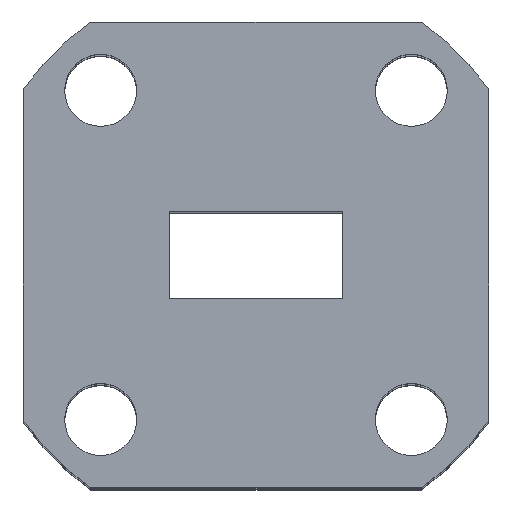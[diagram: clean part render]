
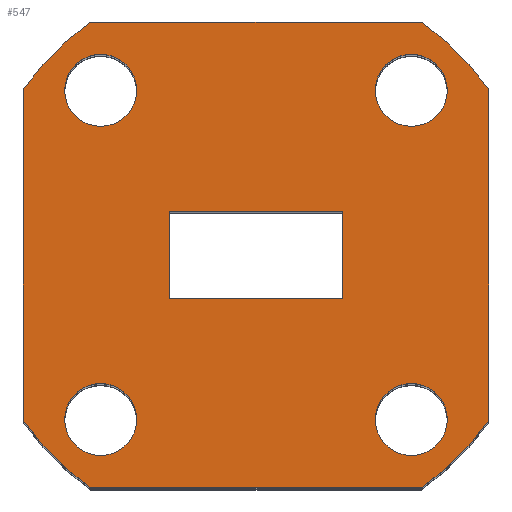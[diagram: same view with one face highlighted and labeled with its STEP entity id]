
A CAD part, top view. The second image highlights one B-rep face of the part: STEP entity #547.
In plain terms, the highlighted planar face has unit normal (0, 0, 1).
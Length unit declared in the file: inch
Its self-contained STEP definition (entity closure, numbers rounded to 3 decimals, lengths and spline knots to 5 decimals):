
#31=FACE_BOUND('',#108,.T.);
#32=FACE_BOUND('',#109,.T.);
#33=FACE_BOUND('',#110,.T.);
#34=FACE_BOUND('',#111,.T.);
#35=FACE_BOUND('',#112,.T.);
#51=PLANE('',#618);
#79=FACE_OUTER_BOUND('',#107,.T.);
#107=EDGE_LOOP('',(#443,#444,#445,#446,#447,#448,#449,#450));
#108=EDGE_LOOP('',(#451));
#109=EDGE_LOOP('',(#452));
#110=EDGE_LOOP('',(#453));
#111=EDGE_LOOP('',(#454));
#112=EDGE_LOOP('',(#455,#456,#457,#458));
#137=LINE('',#823,#193);
#140=LINE('',#829,#196);
#143=LINE('',#835,#199);
#146=LINE('',#839,#202);
#149=LINE('',#847,#205);
#153=LINE('',#859,#209);
#157=LINE('',#871,#213);
#161=LINE('',#883,#217);
#193=VECTOR('',#670,0.3937);
#196=VECTOR('',#675,0.3937);
#199=VECTOR('',#680,0.3937);
#202=VECTOR('',#685,0.3937);
#205=VECTOR('',#690,0.3937);
#209=VECTOR('',#702,0.3937);
#213=VECTOR('',#714,0.3937);
#217=VECTOR('',#726,0.3937);
#243=CIRCLE('',#587,0.058);
#245=CIRCLE('',#590,0.058);
#247=CIRCLE('',#593,0.058);
#249=CIRCLE('',#596,0.058);
#252=CIRCLE('',#605,0.46);
#254=CIRCLE('',#609,0.46);
#256=CIRCLE('',#613,0.46);
#258=CIRCLE('',#617,0.46);
#259=VERTEX_POINT('',#793);
#261=VERTEX_POINT('',#799);
#263=VERTEX_POINT('',#805);
#265=VERTEX_POINT('',#811);
#269=VERTEX_POINT('',#820);
#270=VERTEX_POINT('',#822);
#272=VERTEX_POINT('',#828);
#274=VERTEX_POINT('',#834);
#277=VERTEX_POINT('',#844);
#278=VERTEX_POINT('',#846);
#280=VERTEX_POINT('',#852);
#282=VERTEX_POINT('',#858);
#284=VERTEX_POINT('',#864);
#286=VERTEX_POINT('',#870);
#288=VERTEX_POINT('',#876);
#290=VERTEX_POINT('',#882);
#307=EDGE_CURVE('',#259,#259,#243,.T.);
#310=EDGE_CURVE('',#261,#261,#245,.T.);
#313=EDGE_CURVE('',#263,#263,#247,.T.);
#316=EDGE_CURVE('',#265,#265,#249,.T.);
#321=EDGE_CURVE('',#270,#269,#137,.T.);
#324=EDGE_CURVE('',#272,#270,#140,.T.);
#327=EDGE_CURVE('',#274,#272,#143,.T.);
#330=EDGE_CURVE('',#269,#274,#146,.T.);
#333=EDGE_CURVE('',#278,#277,#149,.T.);
#336=EDGE_CURVE('',#280,#278,#252,.T.);
#339=EDGE_CURVE('',#282,#280,#153,.T.);
#342=EDGE_CURVE('',#284,#282,#254,.T.);
#345=EDGE_CURVE('',#286,#284,#157,.T.);
#348=EDGE_CURVE('',#288,#286,#256,.T.);
#351=EDGE_CURVE('',#290,#288,#161,.T.);
#354=EDGE_CURVE('',#277,#290,#258,.T.);
#443=ORIENTED_EDGE('',*,*,#354,.T.);
#444=ORIENTED_EDGE('',*,*,#351,.T.);
#445=ORIENTED_EDGE('',*,*,#348,.T.);
#446=ORIENTED_EDGE('',*,*,#345,.T.);
#447=ORIENTED_EDGE('',*,*,#342,.T.);
#448=ORIENTED_EDGE('',*,*,#339,.T.);
#449=ORIENTED_EDGE('',*,*,#336,.T.);
#450=ORIENTED_EDGE('',*,*,#333,.T.);
#451=ORIENTED_EDGE('',*,*,#307,.T.);
#452=ORIENTED_EDGE('',*,*,#310,.T.);
#453=ORIENTED_EDGE('',*,*,#313,.T.);
#454=ORIENTED_EDGE('',*,*,#316,.T.);
#455=ORIENTED_EDGE('',*,*,#321,.T.);
#456=ORIENTED_EDGE('',*,*,#330,.T.);
#457=ORIENTED_EDGE('',*,*,#327,.T.);
#458=ORIENTED_EDGE('',*,*,#324,.T.);
#547=ADVANCED_FACE('',(#79,#31,#32,#33,#34,#35),#51,.T.);
#587=AXIS2_PLACEMENT_3D('',#794,#640,#641);
#590=AXIS2_PLACEMENT_3D('',#800,#647,#648);
#593=AXIS2_PLACEMENT_3D('',#806,#654,#655);
#596=AXIS2_PLACEMENT_3D('',#812,#661,#662);
#605=AXIS2_PLACEMENT_3D('',#853,#696,#697);
#609=AXIS2_PLACEMENT_3D('',#865,#708,#709);
#613=AXIS2_PLACEMENT_3D('',#877,#720,#721);
#617=AXIS2_PLACEMENT_3D('',#887,#732,#733);
#618=AXIS2_PLACEMENT_3D('',#888,#734,#735);
#640=DIRECTION('center_axis',(0.,0.,-1.));
#641=DIRECTION('ref_axis',(-1.,0.,0.));
#647=DIRECTION('center_axis',(0.,0.,-1.));
#648=DIRECTION('ref_axis',(-1.,0.,0.));
#654=DIRECTION('center_axis',(0.,0.,-1.));
#655=DIRECTION('ref_axis',(-1.,0.,0.));
#661=DIRECTION('center_axis',(0.,0.,-1.));
#662=DIRECTION('ref_axis',(-1.,0.,0.));
#670=DIRECTION('',(0.,1.,0.));
#675=DIRECTION('',(-1.,0.,0.));
#680=DIRECTION('',(0.,-1.,0.));
#685=DIRECTION('',(1.,0.,0.));
#690=DIRECTION('',(-1.,0.,0.));
#696=DIRECTION('center_axis',(0.,0.,1.));
#697=DIRECTION('ref_axis',(1.,0.,0.));
#702=DIRECTION('',(0.,1.,0.));
#708=DIRECTION('center_axis',(0.,0.,1.));
#709=DIRECTION('ref_axis',(1.,0.,0.));
#714=DIRECTION('',(1.,0.,0.));
#720=DIRECTION('center_axis',(0.,0.,1.));
#721=DIRECTION('ref_axis',(1.,0.,0.));
#726=DIRECTION('',(0.,-1.,0.));
#732=DIRECTION('center_axis',(0.,0.,1.));
#733=DIRECTION('ref_axis',(1.,0.,0.));
#734=DIRECTION('center_axis',(0.,0.,1.));
#735=DIRECTION('ref_axis',(1.,0.,0.));
#793=CARTESIAN_POINT('',(-0.192,-0.265,0.19));
#794=CARTESIAN_POINT('Origin',(-0.25,-0.265,0.19));
#799=CARTESIAN_POINT('',(0.308,-0.265,0.19));
#800=CARTESIAN_POINT('Origin',(0.25,-0.265,0.19));
#805=CARTESIAN_POINT('',(-0.192,0.265,0.19));
#806=CARTESIAN_POINT('Origin',(-0.25,0.265,0.19));
#811=CARTESIAN_POINT('',(0.308,0.265,0.19));
#812=CARTESIAN_POINT('Origin',(0.25,0.265,0.19));
#820=CARTESIAN_POINT('',(-0.14,0.07,0.19));
#822=CARTESIAN_POINT('',(-0.14,-0.07,0.19));
#823=CARTESIAN_POINT('',(-0.14,-0.035,0.19));
#828=CARTESIAN_POINT('',(0.14,-0.07,0.19));
#829=CARTESIAN_POINT('',(0.07,-0.07,0.19));
#834=CARTESIAN_POINT('',(0.14,0.07,0.19));
#835=CARTESIAN_POINT('',(0.14,0.035,0.19));
#839=CARTESIAN_POINT('',(-0.07,0.07,0.19));
#844=CARTESIAN_POINT('',(-0.26641,0.375,0.19));
#846=CARTESIAN_POINT('',(0.26641,0.375,0.19));
#847=CARTESIAN_POINT('',(-0.375,0.375,0.19));
#852=CARTESIAN_POINT('',(0.375,0.26641,0.19));
#853=CARTESIAN_POINT('Origin',(0.,0.,0.19));
#858=CARTESIAN_POINT('',(0.375,-0.26641,0.19));
#859=CARTESIAN_POINT('',(0.375,0.375,0.19));
#864=CARTESIAN_POINT('',(0.26641,-0.375,0.19));
#865=CARTESIAN_POINT('Origin',(0.,0.,0.19));
#870=CARTESIAN_POINT('',(-0.26641,-0.375,0.19));
#871=CARTESIAN_POINT('',(0.375,-0.375,0.19));
#876=CARTESIAN_POINT('',(-0.375,-0.26641,0.19));
#877=CARTESIAN_POINT('Origin',(0.,0.,0.19));
#882=CARTESIAN_POINT('',(-0.375,0.26641,0.19));
#883=CARTESIAN_POINT('',(-0.375,-0.375,0.19));
#887=CARTESIAN_POINT('Origin',(0.,0.,0.19));
#888=CARTESIAN_POINT('Origin',(0.,0.,0.19));
